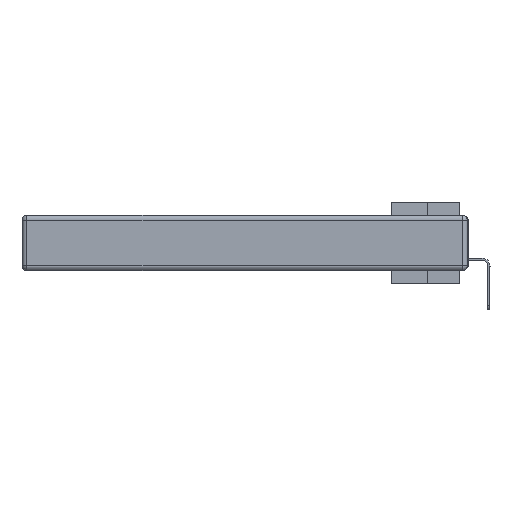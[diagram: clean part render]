
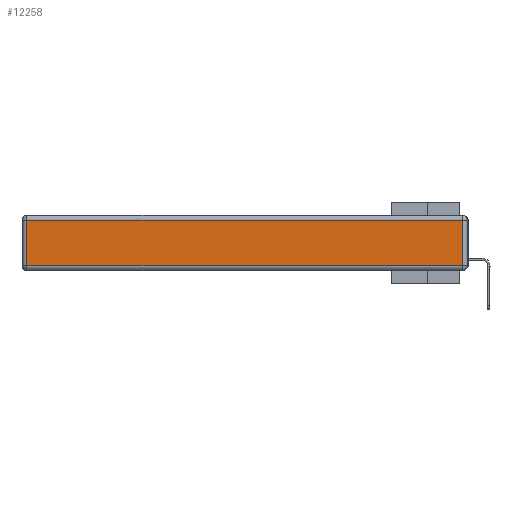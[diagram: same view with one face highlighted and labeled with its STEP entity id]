
A CAD part, left-side view. The second image highlights one B-rep face of the part: STEP entity #12258.
In plain terms, the highlighted planar face has unit normal (-1, 0, 0).
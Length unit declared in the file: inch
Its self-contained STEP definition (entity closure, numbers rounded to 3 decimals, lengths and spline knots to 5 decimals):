
#843 = DIRECTION ( 'NONE',  ( 0., 0., 1. ) ) ;
#1700 = EDGE_LOOP ( 'NONE', ( #33175, #29781, #30725, #13941 ) ) ;
#1811 = CARTESIAN_POINT ( 'NONE',  ( 0., 0.03, -0.313 ) ) ;
#3133 = CARTESIAN_POINT ( 'NONE',  ( 0., 0.03, -0.03 ) ) ;
#5098 = CARTESIAN_POINT ( 'NONE',  ( 0., 2.75, -0.03 ) ) ;
#5264 = LINE ( 'NONE', #7469, #34409 ) ;
#5830 = PLANE ( 'NONE',  #26292 ) ;
#6648 = LINE ( 'NONE', #14209, #35802 ) ;
#7402 = EDGE_CURVE ( 'NONE', #28214, #11507, #5264, .T. ) ;
#7469 = CARTESIAN_POINT ( 'NONE',  ( 0., 2.72, -0.343 ) ) ;
#7830 = DIRECTION ( 'NONE',  ( 0., 1., 0. ) ) ;
#10290 = DIRECTION ( 'NONE',  ( 0., 0., -1. ) ) ;
#11507 = VERTEX_POINT ( 'NONE', #30222 ) ;
#12258 = ADVANCED_FACE ( 'NONE', ( #12894 ), #5830, .T. ) ;
#12669 = LINE ( 'NONE', #5098, #22424 ) ;
#12894 = FACE_OUTER_BOUND ( 'NONE', #1700, .T. ) ;
#13941 = ORIENTED_EDGE ( 'NONE', *, *, #7402, .T. ) ;
#14130 = DIRECTION ( 'NONE',  ( -1., 0., 0. ) ) ;
#14209 = CARTESIAN_POINT ( 'NONE',  ( 0., 0., -0.313 ) ) ;
#18583 = LINE ( 'NONE', #29050, #23029 ) ;
#18720 = VERTEX_POINT ( 'NONE', #3133 ) ;
#20501 = EDGE_CURVE ( 'NONE', #29580, #18720, #18583, .T. ) ;
#22424 = VECTOR ( 'NONE', #7830, 39.37008 ) ;
#22523 = EDGE_CURVE ( 'NONE', #18720, #28214, #12669, .T. ) ;
#23029 = VECTOR ( 'NONE', #843, 39.37008 ) ;
#26292 = AXIS2_PLACEMENT_3D ( 'NONE', #28308, #14130, #31271 ) ;
#28214 = VERTEX_POINT ( 'NONE', #35879 ) ;
#28308 = CARTESIAN_POINT ( 'NONE',  ( 0., 0., -0.343 ) ) ;
#28981 = DIRECTION ( 'NONE',  ( 0., -1., 0. ) ) ;
#29050 = CARTESIAN_POINT ( 'NONE',  ( 0., 0.03, -0.343 ) ) ;
#29580 = VERTEX_POINT ( 'NONE', #1811 ) ;
#29781 = ORIENTED_EDGE ( 'NONE', *, *, #20501, .T. ) ;
#30222 = CARTESIAN_POINT ( 'NONE',  ( 0., 2.72, -0.313 ) ) ;
#30725 = ORIENTED_EDGE ( 'NONE', *, *, #22523, .T. ) ;
#31271 = DIRECTION ( 'NONE',  ( 0., 0., 1. ) ) ;
#31993 = EDGE_CURVE ( 'NONE', #11507, #29580, #6648, .T. ) ;
#33175 = ORIENTED_EDGE ( 'NONE', *, *, #31993, .T. ) ;
#34409 = VECTOR ( 'NONE', #10290, 39.37008 ) ;
#35802 = VECTOR ( 'NONE', #28981, 39.37008 ) ;
#35879 = CARTESIAN_POINT ( 'NONE',  ( 0., 2.72, -0.03 ) ) ;
